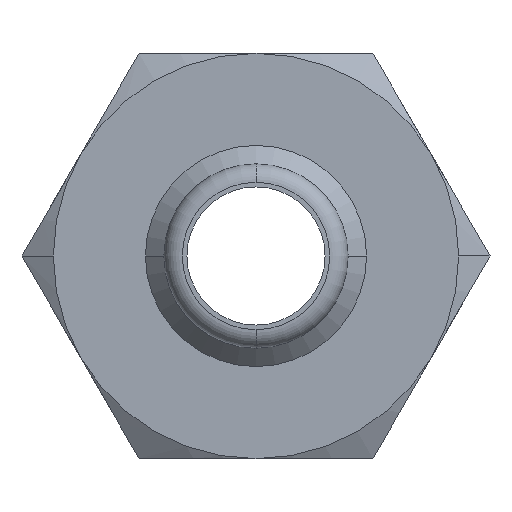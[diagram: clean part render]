
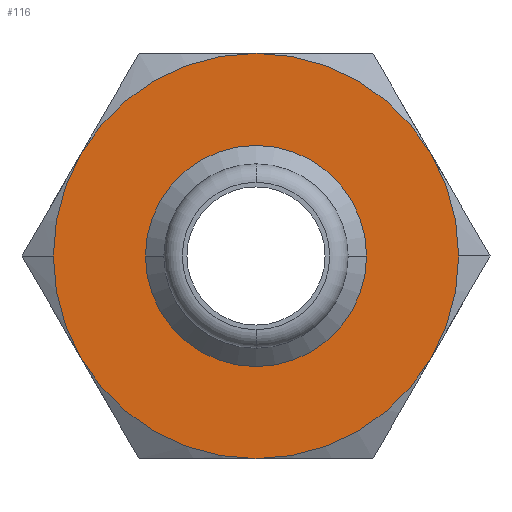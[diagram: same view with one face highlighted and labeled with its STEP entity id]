
A CAD part, front view. The second image highlights one B-rep face of the part: STEP entity #116.
In plain terms, the highlighted planar face has unit normal (0, -1, 0).
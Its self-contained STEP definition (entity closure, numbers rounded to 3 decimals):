
#116=ADVANCED_FACE('',(#251,#252),#253,.T.);
#251=FACE_OUTER_BOUND('',#406,.T.);
#252=FACE_BOUND('',#407,.T.);
#253=PLANE('',#408);
#406=EDGE_LOOP('',(#669,#670,#671,#672,#673,#674,#675,#676));
#407=EDGE_LOOP('',(#677,#678));
#408=AXIS2_PLACEMENT_3D('',#679,#680,#681);
#669=ORIENTED_EDGE('',*,*,#929,.F.);
#670=ORIENTED_EDGE('',*,*,#980,.F.);
#671=ORIENTED_EDGE('',*,*,#981,.F.);
#672=ORIENTED_EDGE('',*,*,#940,.F.);
#673=ORIENTED_EDGE('',*,*,#925,.F.);
#674=ORIENTED_EDGE('',*,*,#982,.F.);
#675=ORIENTED_EDGE('',*,*,#983,.F.);
#676=ORIENTED_EDGE('',*,*,#984,.F.);
#677=ORIENTED_EDGE('',*,*,#985,.F.);
#678=ORIENTED_EDGE('',*,*,#986,.F.);
#679=CARTESIAN_POINT('',(5.5,20.0,0.0));
#680=DIRECTION('',(-0.0,-1.0,-0.0));
#681=DIRECTION('',(-1.0,0.0,0.0));
#925=EDGE_CURVE('',#1103,#1101,#1105,.T.);
#929=EDGE_CURVE('',#1109,#1107,#1111,.T.);
#940=EDGE_CURVE('',#1101,#1126,#1127,.T.);
#980=EDGE_CURVE('',#1169,#1109,#1181,.T.);
#981=EDGE_CURVE('',#1126,#1169,#1182,.T.);
#982=EDGE_CURVE('',#1157,#1103,#1183,.T.);
#983=EDGE_CURVE('',#1052,#1157,#1184,.T.);
#984=EDGE_CURVE('',#1107,#1052,#1185,.T.);
#985=EDGE_CURVE('',#1186,#1187,#1188,.T.);
#986=EDGE_CURVE('',#1187,#1186,#1189,.T.);
#1052=VERTEX_POINT('',#1296);
#1101=VERTEX_POINT('',#1395);
#1103=VERTEX_POINT('',#1398);
#1105=CIRCLE('',#1411,11.0);
#1107=VERTEX_POINT('',#1413);
#1109=VERTEX_POINT('',#1416);
#1111=CIRCLE('',#1429,11.0);
#1126=VERTEX_POINT('',#1468);
#1127=CIRCLE('',#1469,11.0);
#1157=VERTEX_POINT('',#1536);
#1169=VERTEX_POINT('',#1595);
#1181=CIRCLE('',#1632,11.0);
#1182=CIRCLE('',#1633,11.0);
#1183=CIRCLE('',#1634,11.0);
#1184=CIRCLE('',#1635,11.0);
#1185=CIRCLE('',#1636,11.0);
#1186=VERTEX_POINT('',#1637);
#1187=VERTEX_POINT('',#1638);
#1188=CIRCLE('',#1639,6.0);
#1189=CIRCLE('',#1640,6.0);
#1296=CARTESIAN_POINT('',(9.526,20.0,-5.5));
#1395=CARTESIAN_POINT('',(-11.0,20.0,0.));
#1398=CARTESIAN_POINT('',(-9.526,20.0,-5.5));
#1411=AXIS2_PLACEMENT_3D('',#1804,#1805,#1806);
#1413=CARTESIAN_POINT('',(11.0,20.0,0.));
#1416=CARTESIAN_POINT('',(9.526,20.0,5.5));
#1429=AXIS2_PLACEMENT_3D('',#1808,#1809,#1810);
#1468=CARTESIAN_POINT('',(-9.526,20.0,5.5));
#1469=AXIS2_PLACEMENT_3D('',#1822,#1823,#1824);
#1536=CARTESIAN_POINT('',(0.0,20.0,-11.0));
#1595=CARTESIAN_POINT('',(0.,20.0,11.0));
#1632=AXIS2_PLACEMENT_3D('',#1862,#1863,#1864);
#1633=AXIS2_PLACEMENT_3D('',#1865,#1866,#1867);
#1634=AXIS2_PLACEMENT_3D('',#1868,#1869,#1870);
#1635=AXIS2_PLACEMENT_3D('',#1871,#1872,#1873);
#1636=AXIS2_PLACEMENT_3D('',#1874,#1875,#1876);
#1637=CARTESIAN_POINT('',(-6.0,20.0,0.));
#1638=CARTESIAN_POINT('',(6.0,20.0,0.));
#1639=AXIS2_PLACEMENT_3D('',#1877,#1878,#1879);
#1640=AXIS2_PLACEMENT_3D('',#1880,#1881,#1882);
#1804=CARTESIAN_POINT('',(0.0,20.0,0.0));
#1805=DIRECTION('',(-0.0,1.0,0.0));
#1806=DIRECTION('',(1.0,0.0,0.0));
#1808=CARTESIAN_POINT('',(0.0,20.0,0.0));
#1809=DIRECTION('',(-0.0,1.0,0.0));
#1810=DIRECTION('',(1.0,0.0,0.0));
#1822=CARTESIAN_POINT('',(0.0,20.0,0.0));
#1823=DIRECTION('',(-0.0,1.0,0.0));
#1824=DIRECTION('',(1.0,0.0,0.0));
#1862=CARTESIAN_POINT('',(0.0,20.0,0.0));
#1863=DIRECTION('',(-0.0,1.0,0.0));
#1864=DIRECTION('',(1.0,0.0,0.0));
#1865=CARTESIAN_POINT('',(0.0,20.0,0.0));
#1866=DIRECTION('',(-0.0,1.0,0.0));
#1867=DIRECTION('',(1.0,0.0,0.0));
#1868=CARTESIAN_POINT('',(0.0,20.0,0.0));
#1869=DIRECTION('',(-0.0,1.0,0.0));
#1870=DIRECTION('',(1.0,0.0,0.0));
#1871=CARTESIAN_POINT('',(0.0,20.0,0.0));
#1872=DIRECTION('',(-0.0,1.0,0.0));
#1873=DIRECTION('',(1.0,0.0,0.0));
#1874=CARTESIAN_POINT('',(0.0,20.0,0.0));
#1875=DIRECTION('',(-0.0,1.0,0.0));
#1876=DIRECTION('',(1.0,0.0,0.0));
#1877=CARTESIAN_POINT('',(0.0,20.0,0.0));
#1878=DIRECTION('',(0.0,-1.0,0.0));
#1879=DIRECTION('',(1.0,0.0,0.0));
#1880=CARTESIAN_POINT('',(0.0,20.0,0.0));
#1881=DIRECTION('',(0.0,-1.0,0.0));
#1882=DIRECTION('',(1.0,0.0,0.0));
